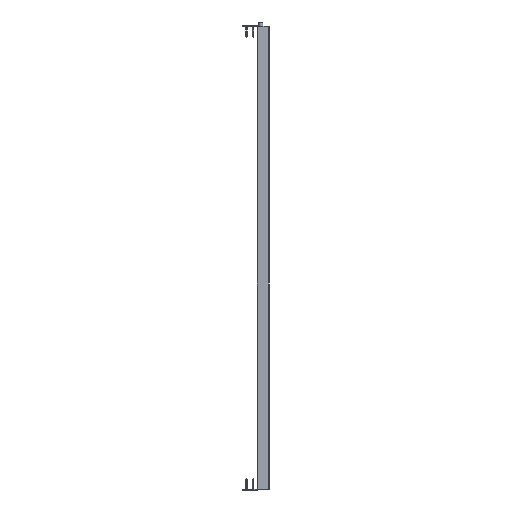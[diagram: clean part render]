
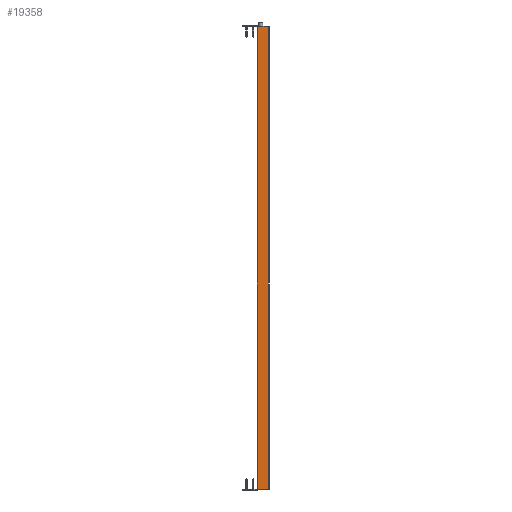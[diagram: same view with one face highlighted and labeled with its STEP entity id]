
A CAD part, left-side view. The second image highlights one B-rep face of the part: STEP entity #19358.
In plain terms, the highlighted planar face has unit normal (-1, 0.005, 0).
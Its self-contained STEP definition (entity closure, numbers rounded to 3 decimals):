
#123 = VERTEX_POINT ( 'NONE', #9800 ) ;
#2220 = VECTOR ( 'NONE', #23160, 1000. ) ;
#2489 = DIRECTION ( 'NONE',  ( -0.005, -1., 0. ) ) ;
#2555 = LINE ( 'NONE', #28665, #26620 ) ;
#3451 = LINE ( 'NONE', #42552, #8436 ) ;
#7289 = ORIENTED_EDGE ( 'NONE', *, *, #9757, .F. ) ;
#8436 = VECTOR ( 'NONE', #26548, 1000. ) ;
#8761 = VECTOR ( 'NONE', #2489, 1000. ) ;
#9521 = EDGE_CURVE ( 'NONE', #14987, #17482, #29615, .T. ) ;
#9757 = EDGE_CURVE ( 'NONE', #123, #28731, #3451, .T. ) ;
#9791 = EDGE_LOOP ( 'NONE', ( #16419, #7289, #12761, #11092 ) ) ;
#9800 = CARTESIAN_POINT ( 'NONE',  ( -4.1, -20., 833. ) ) ;
#11092 = ORIENTED_EDGE ( 'NONE', *, *, #9521, .T. ) ;
#12761 = ORIENTED_EDGE ( 'NONE', *, *, #16723, .F. ) ;
#13024 = CARTESIAN_POINT ( 'NONE',  ( -4.003, -0.697, 833. ) ) ;
#13691 = CARTESIAN_POINT ( 'NONE',  ( -4.003, -0.697, 833. ) ) ;
#14871 = EDGE_CURVE ( 'NONE', #17482, #28731, #39171, .T. ) ;
#14987 = VERTEX_POINT ( 'NONE', #13691 ) ;
#16419 = ORIENTED_EDGE ( 'NONE', *, *, #14871, .T. ) ;
#16723 = EDGE_CURVE ( 'NONE', #14987, #123, #2555, .T. ) ;
#17482 = VERTEX_POINT ( 'NONE', #32435 ) ;
#18197 = CARTESIAN_POINT ( 'NONE',  ( -4.003, -0.697, 833. ) ) ;
#18412 = DIRECTION ( 'NONE',  ( 1., -0.005, 0. ) ) ;
#19358 = ADVANCED_FACE ( 'NONE', ( #24860 ), #24445, .F. ) ;
#21128 = CARTESIAN_POINT ( 'NONE',  ( -4.003, -0.697, 0. ) ) ;
#23160 = DIRECTION ( 'NONE',  ( 0., 0., -1. ) ) ;
#24445 = PLANE ( 'NONE',  #26582 ) ;
#24860 = FACE_OUTER_BOUND ( 'NONE', #9791, .T. ) ;
#26122 = CARTESIAN_POINT ( 'NONE',  ( -4.1, -20., 0. ) ) ;
#26548 = DIRECTION ( 'NONE',  ( 0., 0., -1. ) ) ;
#26582 = AXIS2_PLACEMENT_3D ( 'NONE', #18197, #18412, #37392 ) ;
#26620 = VECTOR ( 'NONE', #28016, 1000. ) ;
#28016 = DIRECTION ( 'NONE',  ( -0.005, -1., 0. ) ) ;
#28665 = CARTESIAN_POINT ( 'NONE',  ( -4.003, -0.697, 833. ) ) ;
#28731 = VERTEX_POINT ( 'NONE', #26122 ) ;
#29615 = LINE ( 'NONE', #13024, #2220 ) ;
#32435 = CARTESIAN_POINT ( 'NONE',  ( -4.003, -0.697, 0. ) ) ;
#37392 = DIRECTION ( 'NONE',  ( 0.005, 1., 0. ) ) ;
#39171 = LINE ( 'NONE', #21128, #8761 ) ;
#42552 = CARTESIAN_POINT ( 'NONE',  ( -4.1, -20., 833. ) ) ;
